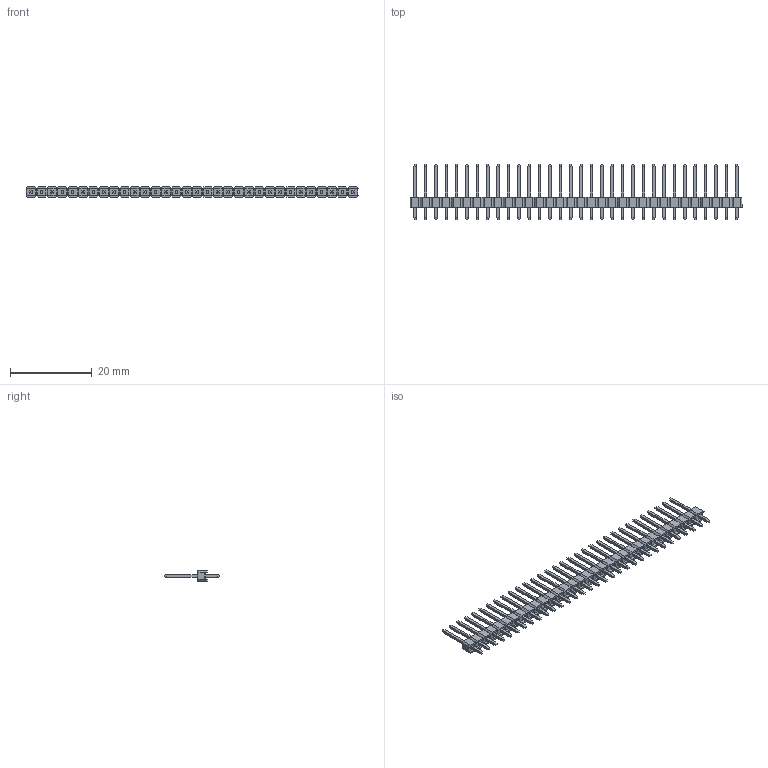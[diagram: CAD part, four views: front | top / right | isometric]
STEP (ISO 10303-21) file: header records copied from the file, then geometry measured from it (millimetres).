
FILE_DESCRIPTION (( 'STEP AP214' ), '1' );
FILE_NAME ('1x32 Male Pin Header.STEP', '2021-11-12T15:27:30', ( 'M.B.I.' ), ( '' ), 'SwSTEP 2.0', '', '' );
FILE_SCHEMA (( 'AUTOMOTIVE_DESIGN' ));
Length unit declared in the file: millimetre
Products named in the file (1): 1x32 Male Pin Header
Bounding box: 81.28 x 13.54 x 2.5 mm (x, y, z)
Volume: 558.1 mm3; surface area: 2211.7 mm2
Topology: 33 solids, 33 shells, 1224 faces, 3150 edges, 1992 vertices
Faces by surface type: plane 1224
Entity records: 36412 total; most frequent: CARTESIAN_POINT 6367, ORIENTED_EDGE 6300, DIRECTION 5600, VECTOR 3150, LINE 3150, EDGE_CURVE 3150, VERTEX_POINT 1992, EDGE_LOOP 1288
